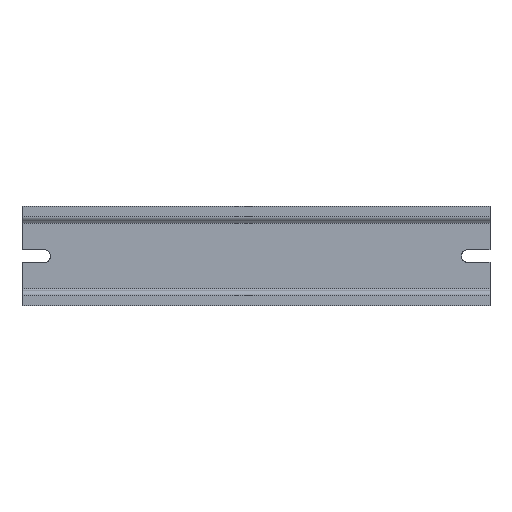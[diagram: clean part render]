
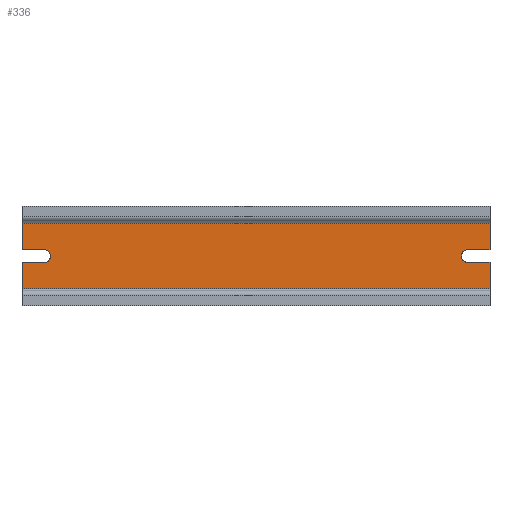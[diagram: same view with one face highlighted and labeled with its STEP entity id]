
A CAD part, top view. The second image highlights one B-rep face of the part: STEP entity #336.
In plain terms, the highlighted planar face has unit normal (0, 0, 1).
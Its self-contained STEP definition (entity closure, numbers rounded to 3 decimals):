
#252=AXIS2_PLACEMENT_3D('Plane Axis2P3D',#249,#250,#251) ;
#286=AXIS2_PLACEMENT_3D('Circle Axis2P3D',#284,#285,$) ;
#50=CARTESIAN_POINT('Vertex',(7.75,19.75,1.5)) ;
#53=CARTESIAN_POINT('Line Origine',(3.875,19.75,1.5)) ;
#57=CARTESIAN_POINT('Vertex',(0.,19.75,1.5)) ;
#224=CARTESIAN_POINT('Control Point',(7.75,15.25,1.5)) ;
#225=CARTESIAN_POINT('Control Point',(8.457,15.25,1.5)) ;
#226=CARTESIAN_POINT('Control Point',(9.164,15.528,1.5)) ;
#227=CARTESIAN_POINT('Control Point',(9.722,16.086,1.5)) ;
#228=CARTESIAN_POINT('Control Point',(10.278,17.5,1.5)) ;
#229=CARTESIAN_POINT('Control Point',(9.722,18.914,1.5)) ;
#230=CARTESIAN_POINT('Control Point',(9.164,19.472,1.5)) ;
#231=CARTESIAN_POINT('Control Point',(8.457,19.75,1.5)) ;
#232=CARTESIAN_POINT('Control Point',(7.75,19.75,1.5)) ;
#233=CARTESIAN_POINT('Vertex',(7.75,15.25,1.5)) ;
#249=CARTESIAN_POINT('Axis2P3D Location',(0.,29.,1.5)) ;
#254=CARTESIAN_POINT('Line Origine',(0.,10.625,1.5)) ;
#258=CARTESIAN_POINT('Vertex',(0.,15.25,1.5)) ;
#260=CARTESIAN_POINT('Vertex',(0.,6.,1.5)) ;
#263=CARTESIAN_POINT('Line Origine',(82.,6.,1.5)) ;
#267=CARTESIAN_POINT('Vertex',(164.,6.,1.5)) ;
#270=CARTESIAN_POINT('Line Origine',(164.,10.625,1.5)) ;
#274=CARTESIAN_POINT('Vertex',(164.,15.25,1.5)) ;
#277=CARTESIAN_POINT('Line Origine',(160.125,15.25,1.5)) ;
#281=CARTESIAN_POINT('Vertex',(156.25,15.25,1.5)) ;
#284=CARTESIAN_POINT('Axis2P3D Location',(156.25,17.5,1.5)) ;
#288=CARTESIAN_POINT('Vertex',(156.25,19.75,1.5)) ;
#291=CARTESIAN_POINT('Line Origine',(160.125,19.75,1.5)) ;
#295=CARTESIAN_POINT('Vertex',(164.,19.75,1.5)) ;
#298=CARTESIAN_POINT('Line Origine',(164.,24.375,1.5)) ;
#302=CARTESIAN_POINT('Vertex',(164.,29.,1.5)) ;
#305=CARTESIAN_POINT('Line Origine',(82.,29.,1.5)) ;
#309=CARTESIAN_POINT('Vertex',(0.,29.,1.5)) ;
#312=CARTESIAN_POINT('Line Origine',(0.,24.375,1.5)) ;
#317=CARTESIAN_POINT('Line Origine',(3.875,15.25,1.5)) ;
#54=DIRECTION('Vector Direction',(-1.,0.,0.)) ;
#250=DIRECTION('Axis2P3D Direction',(-0.,0.,1.)) ;
#251=DIRECTION('Axis2P3D XDirection',(0.,-1.,0.)) ;
#255=DIRECTION('Vector Direction',(0.,-1.,0.)) ;
#264=DIRECTION('Vector Direction',(1.,0.,0.)) ;
#271=DIRECTION('Vector Direction',(0.,-1.,0.)) ;
#278=DIRECTION('Vector Direction',(1.,0.,0.)) ;
#285=DIRECTION('Axis2P3D Direction',(-0.,0.,1.)) ;
#292=DIRECTION('Vector Direction',(1.,0.,0.)) ;
#299=DIRECTION('Vector Direction',(0.,-1.,0.)) ;
#306=DIRECTION('Vector Direction',(1.,0.,0.)) ;
#313=DIRECTION('Vector Direction',(0.,-1.,0.)) ;
#318=DIRECTION('Vector Direction',(-1.,0.,0.)) ;
#55=VECTOR('Line Direction',#54,1.) ;
#256=VECTOR('Line Direction',#255,1.) ;
#265=VECTOR('Line Direction',#264,1.) ;
#272=VECTOR('Line Direction',#271,1.) ;
#279=VECTOR('Line Direction',#278,1.) ;
#293=VECTOR('Line Direction',#292,1.) ;
#300=VECTOR('Line Direction',#299,1.) ;
#307=VECTOR('Line Direction',#306,1.) ;
#314=VECTOR('Line Direction',#313,1.) ;
#319=VECTOR('Line Direction',#318,1.) ;
#323=ORIENTED_EDGE('',*,*,#262,.T.) ;
#324=ORIENTED_EDGE('',*,*,#269,.T.) ;
#325=ORIENTED_EDGE('',*,*,#276,.F.) ;
#326=ORIENTED_EDGE('',*,*,#283,.F.) ;
#327=ORIENTED_EDGE('',*,*,#290,.F.) ;
#328=ORIENTED_EDGE('',*,*,#297,.T.) ;
#329=ORIENTED_EDGE('',*,*,#304,.F.) ;
#330=ORIENTED_EDGE('',*,*,#311,.F.) ;
#331=ORIENTED_EDGE('',*,*,#316,.T.) ;
#332=ORIENTED_EDGE('',*,*,#59,.F.) ;
#333=ORIENTED_EDGE('',*,*,#235,.F.) ;
#334=ORIENTED_EDGE('',*,*,#321,.T.) ;
#336=ADVANCED_FACE('Rail',(#335),#253,.T.) ;
#223=B_SPLINE_CURVE_WITH_KNOTS('',5,(#224,#225,#226,#227,#228,#229,#230,#231,#232),.UNSPECIFIED.,.F.,.U.,(6,3,6),(-3.534,0.,3.534),.UNSPECIFIED.) ;
#287=CIRCLE('generated circle',#286,2.25) ;
#59=EDGE_CURVE('',#51,#58,#56,.T.) ;
#235=EDGE_CURVE('',#234,#51,#223,.T.) ;
#262=EDGE_CURVE('',#259,#261,#257,.T.) ;
#269=EDGE_CURVE('',#261,#268,#266,.T.) ;
#276=EDGE_CURVE('',#275,#268,#273,.T.) ;
#283=EDGE_CURVE('',#282,#275,#280,.T.) ;
#290=EDGE_CURVE('',#289,#282,#287,.T.) ;
#297=EDGE_CURVE('',#289,#296,#294,.T.) ;
#304=EDGE_CURVE('',#303,#296,#301,.T.) ;
#311=EDGE_CURVE('',#310,#303,#308,.T.) ;
#316=EDGE_CURVE('',#310,#58,#315,.T.) ;
#321=EDGE_CURVE('',#234,#259,#320,.T.) ;
#322=EDGE_LOOP('',(#323,#324,#325,#326,#327,#328,#329,#330,#331,#332,#333,#334)) ;
#335=FACE_OUTER_BOUND('',#322,.T.) ;
#56=LINE('Line',#53,#55) ;
#257=LINE('Line',#254,#256) ;
#266=LINE('Line',#263,#265) ;
#273=LINE('Line',#270,#272) ;
#280=LINE('Line',#277,#279) ;
#294=LINE('Line',#291,#293) ;
#301=LINE('Line',#298,#300) ;
#308=LINE('Line',#305,#307) ;
#315=LINE('Line',#312,#314) ;
#320=LINE('Line',#317,#319) ;
#253=PLANE('',#252) ;
#51=VERTEX_POINT('',#50) ;
#58=VERTEX_POINT('',#57) ;
#234=VERTEX_POINT('',#233) ;
#259=VERTEX_POINT('',#258) ;
#261=VERTEX_POINT('',#260) ;
#268=VERTEX_POINT('',#267) ;
#275=VERTEX_POINT('',#274) ;
#282=VERTEX_POINT('',#281) ;
#289=VERTEX_POINT('',#288) ;
#296=VERTEX_POINT('',#295) ;
#303=VERTEX_POINT('',#302) ;
#310=VERTEX_POINT('',#309) ;
